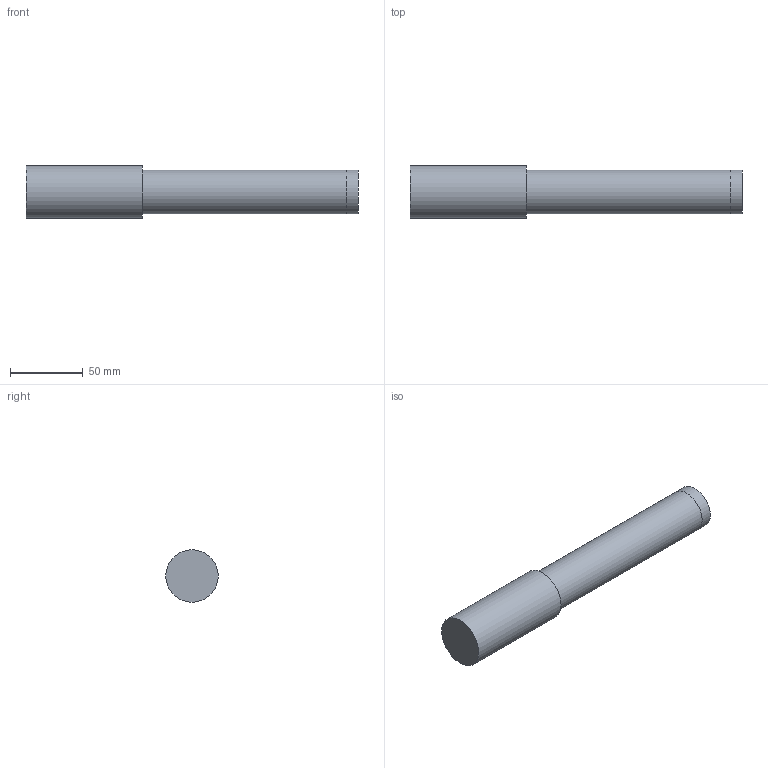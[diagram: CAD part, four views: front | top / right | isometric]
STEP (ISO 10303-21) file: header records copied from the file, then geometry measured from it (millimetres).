
FILE_DESCRIPTION(('FreeCAD Model'),'2;1');
FILE_NAME('asm_bourjault_ballpoint.stp','2020-07-16T21:12:23',( 'Author'),(''),'Open CASCADE STEP processor 7.3','FreeCAD','Unknown' );
FILE_SCHEMA(('AUTOMOTIVE_DESIGN { 1 0 10303 214 1 1 1 1 }'));
Length unit declared in the file: millimetre
Products named in the file (7): asm_bourjault_ballpoint; head_001; cartridge_001; body_001; button_001; cap_001; ink_001
Assembly tree (6 placements, depth 2):
  asm_bourjault_ballpoint
    head_001
    cartridge_001
    body_001
    button_001
    cap_001
    ink_001
Bounding box: 228 x 36 x 36 mm (x, y, z)
Volume: 110697.3 mm3; surface area: 63645.3 mm2
Topology: 6 solids, 6 shells, 27 faces, 36 edges, 24 vertices
Faces by surface type: plane 15, cylinder 11, cone 1
Full cylindrical faces by diameter (mm): 12 x3, 18 x1, 24 x3, 30 x3, 36 x1
Entity records: 1205 total; most frequent: DIRECTION 196, CARTESIAN_POINT 163, ORIENTED_EDGE 70, PCURVE 70, DEFINITIONAL_REPRESENTATION 70, LINE 59, VECTOR 59, AXIS2_PLACEMENT_3D 57
